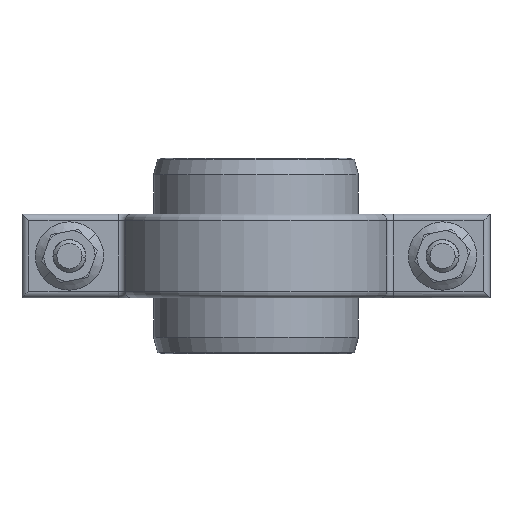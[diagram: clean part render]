
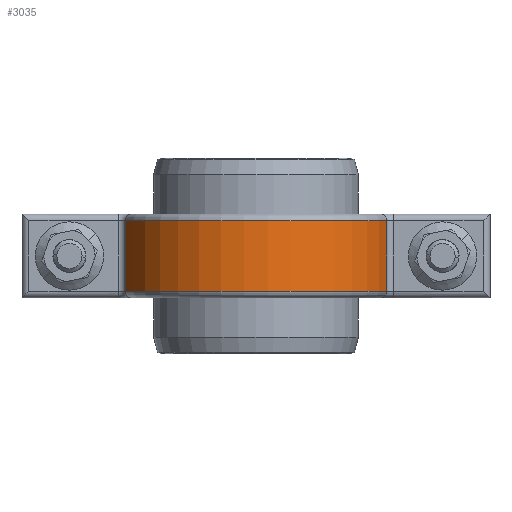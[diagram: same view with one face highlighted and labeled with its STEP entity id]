
A CAD part, front view. The second image highlights one B-rep face of the part: STEP entity #3035.
In plain terms, the highlighted cylindrical face has radius 41.671 mm (diameter 83.343 mm), a partial arc.
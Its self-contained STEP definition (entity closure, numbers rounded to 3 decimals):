
#2126 = DIRECTION ( 'NONE',  ( 0., 0., -1. ) ) ;
#2127 = VECTOR ( 'NONE', #2126, 1000. ) ;
#2128 = CARTESIAN_POINT ( 'NONE',  ( 40.222, 10.894, 162.47 ) ) ;
#2129 = LINE ( 'NONE', #2128, #2127 ) ;
#2130 = CARTESIAN_POINT ( 'NONE',  ( 40.222, 10.894, 10.795 ) ) ;
#2131 = CARTESIAN_POINT ( 'NONE',  ( 0., 0., 162.47 ) ) ;
#2150 = CARTESIAN_POINT ( 'NONE',  ( 0., 0., -10.795 ) ) ;
#2151 = AXIS2_PLACEMENT_3D ( 'NONE', #2150, #2159, #2158 ) ;
#2152 = DIRECTION ( 'NONE',  ( 1., 0., 0. ) ) ;
#2153 = DIRECTION ( 'NONE',  ( 0., 0., -1. ) ) ;
#2154 = CARTESIAN_POINT ( 'NONE',  ( 0., 0., 10.795 ) ) ;
#2155 = AXIS2_PLACEMENT_3D ( 'NONE', #2154, #2153, #2152 ) ;
#2157 = CARTESIAN_POINT ( 'NONE',  ( 40.222, 10.894, -10.795 ) ) ;
#2158 = DIRECTION ( 'NONE',  ( 1., 0., 0. ) ) ;
#2159 = DIRECTION ( 'NONE',  ( 0., 0., 1. ) ) ;
#2177 = CYLINDRICAL_SURFACE ( 'NONE', #2182, 41.671 ) ;
#2178 = CARTESIAN_POINT ( 'NONE',  ( -40.222, 10.894, 10.795 ) ) ;
#2179 = CIRCLE ( 'NONE', #2155, 41.671 ) ;
#2180 = DIRECTION ( 'NONE',  ( -1., 0., 0. ) ) ;
#2181 = DIRECTION ( 'NONE',  ( 0., 0., -1. ) ) ;
#2182 = AXIS2_PLACEMENT_3D ( 'NONE', #2131, #2181, #2180 ) ;
#2190 = CARTESIAN_POINT ( 'NONE',  ( -40.222, 10.894, -10.795 ) ) ;
#2219 = FACE_OUTER_BOUND ( 'NONE', #3018, .T. ) ;
#2229 = DIRECTION ( 'NONE',  ( 0., 0., 1. ) ) ;
#2230 = VECTOR ( 'NONE', #2229, 1000. ) ;
#2231 = CARTESIAN_POINT ( 'NONE',  ( -40.222, 10.894, 162.47 ) ) ;
#2232 = LINE ( 'NONE', #2231, #2230 ) ;
#2235 = CIRCLE ( 'NONE', #2151, 41.671 ) ;
#3018 = EDGE_LOOP ( 'NONE', ( #3019, #3049, #3037, #3040 ) ) ;
#3019 = ORIENTED_EDGE ( 'NONE', *, *, #3020, .T. ) ;
#3020 = EDGE_CURVE ( 'NONE', #3021, #3048, #2235, .T. ) ;
#3021 = VERTEX_POINT ( 'NONE', #2157 ) ;
#3035 = ADVANCED_FACE ( 'NONE', ( #2219 ), #2177, .T. ) ;
#3036 = VERTEX_POINT ( 'NONE', #2178 ) ;
#3037 = ORIENTED_EDGE ( 'NONE', *, *, #3038, .T. ) ;
#3038 = EDGE_CURVE ( 'NONE', #3036, #3039, #2179, .T. ) ;
#3039 = VERTEX_POINT ( 'NONE', #2130 ) ;
#3040 = ORIENTED_EDGE ( 'NONE', *, *, #3041, .T. ) ;
#3041 = EDGE_CURVE ( 'NONE', #3039, #3021, #2129, .T. ) ;
#3048 = VERTEX_POINT ( 'NONE', #2190 ) ;
#3049 = ORIENTED_EDGE ( 'NONE', *, *, #3050, .T. ) ;
#3050 = EDGE_CURVE ( 'NONE', #3048, #3036, #2232, .T. ) ;
